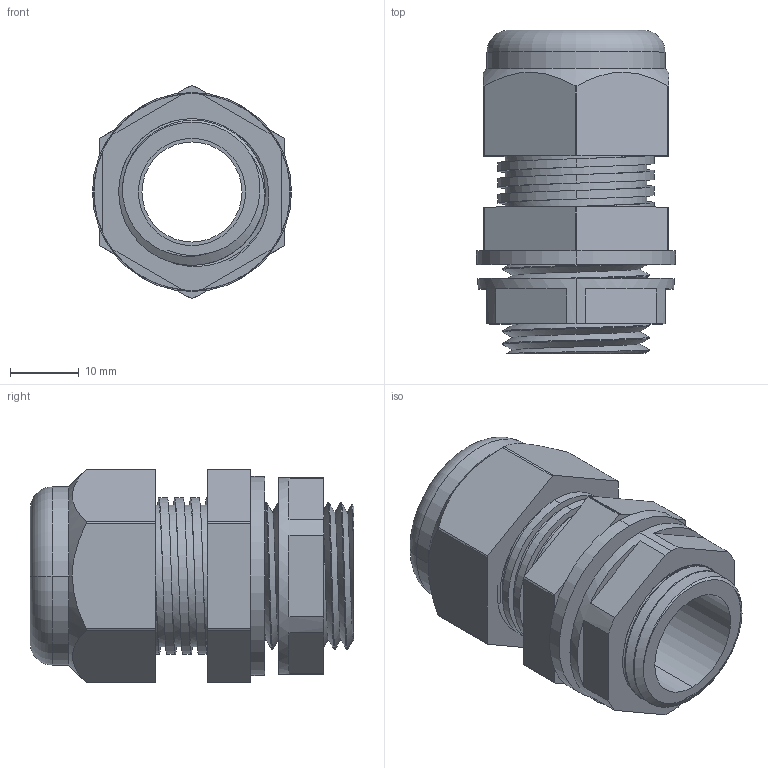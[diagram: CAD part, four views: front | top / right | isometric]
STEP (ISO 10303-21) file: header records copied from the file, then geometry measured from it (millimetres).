
FILE_DESCRIPTION (( 'STEP AP203' ), '1' );
FILE_NAME ('BSPCX-12-W.step', '2016-02-11T13:30:59', ( '' ), ( '' ), 'SwSTEP 2.0', 'SolidWorks 2015', '' );
FILE_SCHEMA (( 'CONFIG_CONTROL_DESIGN' ));
Length unit declared in the file: inch
Products named in the file (1): BSPCX-12-W
Bounding box: 28.96 x 47.07 x 30.99 mm (x, y, z)
Volume: 15063.1 mm3; surface area: 16005.5 mm2
Topology: 5 solids, 5 shells, 230 faces, 638 edges, 420 vertices
Faces by surface type: plane 128, cylinder 76, bspline 11, cone 9, torus 6
Entity records: 12075 total; most frequent: CARTESIAN_POINT 6329, ORIENTED_EDGE 1276, DIRECTION 1132, EDGE_CURVE 638, VERTEX_POINT 420, AXIS2_PLACEMENT_3D 410, LINE 312, VECTOR 312
